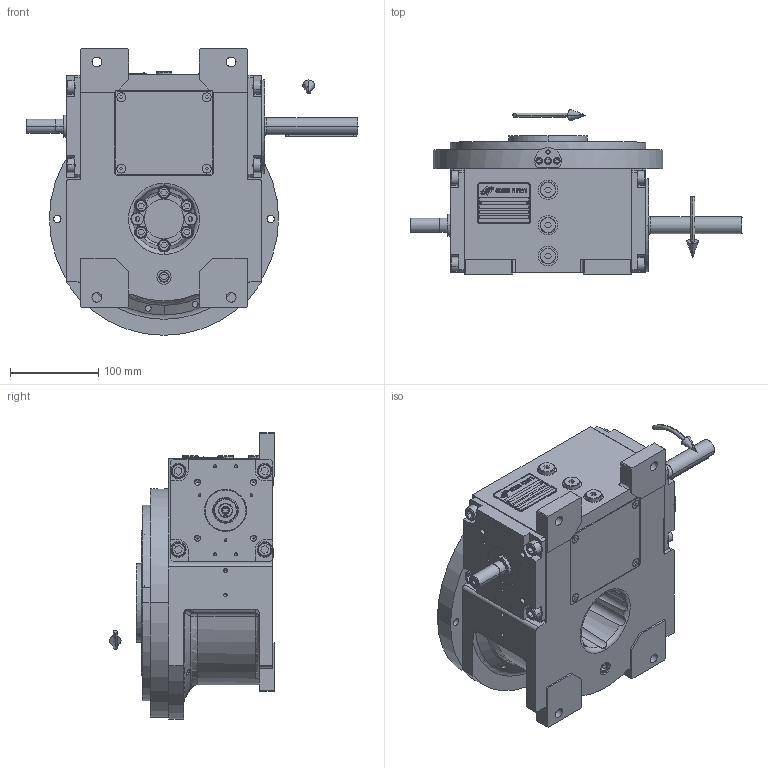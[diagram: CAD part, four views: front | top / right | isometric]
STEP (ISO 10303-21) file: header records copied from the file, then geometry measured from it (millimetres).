
FILE_DESCRIPTION (( 'STEP AP203' ), '1' );
FILE_NAME ('PC5200657.step', '2024-09-19T13:41:30', ( '' ), ( '' ), 'SwSTEP 2.0', 'SolidWorks 2020', '' );
FILE_SCHEMA (( 'CONFIG_CONTROL_DESIGN' ));
Length unit declared in the file: millimetre
Products named in the file (79): cfn2128_04_004; CFN2010_01_012.stp; AS_rig06_004_s_001; 900_38_30_003; cfn2476_01_002_60x46; cfn2128_19_002; AS_900_38_30_003; cfn2155_01_056; cfn2003_01_054; cfn2000_01_124; AS_rig06_071_6_m_n_03; cfn2107_01_001; AS_rig06_015; rig06_004_s_001; rig06_005_n_02; 9004_2512; cfn2000_01_103; CFN2223_01-570X6-B.stp; rig06_001_a; rig06_071_06_m_n_03_asm.stp; CFN2104_02_017.stp; CFN2000_01_185.stp; cfn2077_01_018; cfn2000_01_126; cfn2151_01_290; cfn2151_01_090; cfn2115_02_165; AS_rig06_004; AS_cfn2476_01_002_60x46; AS_rig06_002_bl_022; RIG06_005_S_002_ASM.stp; CFN2356_03_047.stp; rig06_002_bl_022; CFN2010_02_002.stp; AS_rig06_016; freccia_angolare; cfn2115_02_178; RIG06_021_AF1.stp; cfn2070_05_005; cfn2276_01_074 ...
Assembly tree (72 placements, depth 5):
  CFN2010_01_012.stp
  CFN2223_01-570X6-B.stp
  cfn2077_01_018
  cfn2151_01_290
  cfn2151_01_090
Bounding box: 376.5 x 187 x 325 mm (x, y, z)
Volume: 2633715 mm3; surface area: 800411.2 mm2
Topology: 63 solids, 63 shells, 2009 faces, 4994 edges, 3207 vertices
Faces by surface type: plane 1022, cylinder 656, cone 299, torus 20, bspline 6, sphere 6
Entity records: 68936 total; most frequent: CARTESIAN_POINT 14934, DIRECTION 9648, ORIENTED_EDGE 9268, EDGE_CURVE 4634, AXIS2_PLACEMENT_3D 3335, VERTEX_POINT 3026, LINE 2978, VECTOR 2978
